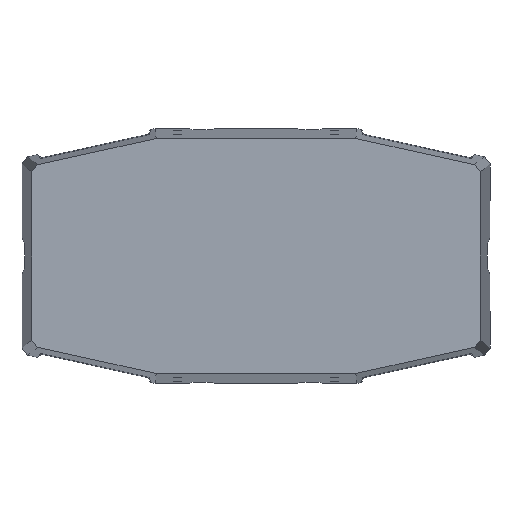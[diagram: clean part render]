
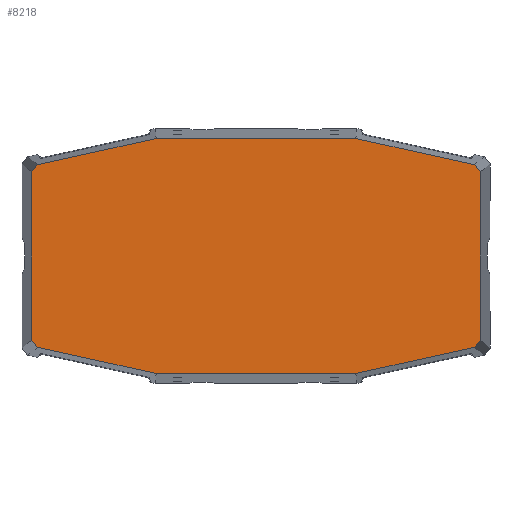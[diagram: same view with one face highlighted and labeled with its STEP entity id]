
A CAD part, front view. The second image highlights one B-rep face of the part: STEP entity #8218.
In plain terms, the highlighted face is planar.
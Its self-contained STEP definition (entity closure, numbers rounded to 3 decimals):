
#23 = AXIS2_PLACEMENT_3D ( 'NONE', #6969, #9748, #6103 ) ;
#37 = VECTOR ( 'NONE', #11791, 1000. ) ;
#85 = CARTESIAN_POINT ( 'NONE',  ( -1145., 1000., 459.827 ) ) ;
#380 = EDGE_LOOP ( 'NONE', ( #11380, #4475, #7012, #7631, #7035, #7228, #11429, #3092, #4341, #10810, #4372, #8935 ) ) ;
#483 = CARTESIAN_POINT ( 'NONE',  ( 1115.681, 1000., -466.295 ) ) ;
#518 = EDGE_CURVE ( 'NONE', #5613, #10506, #9115, .T. ) ;
#870 = CARTESIAN_POINT ( 'NONE',  ( -1145., 1000., 429.803 ) ) ;
#1222 = LINE ( 'NONE', #4539, #3371 ) ;
#1628 = VECTOR ( 'NONE', #2949, 1000. ) ;
#1644 = EDGE_CURVE ( 'NONE', #10506, #3591, #11223, .T. ) ;
#1988 = CARTESIAN_POINT ( 'NONE',  ( 1145., 1000., -459.827 ) ) ;
#2010 = LINE ( 'NONE', #85, #7285 ) ;
#2152 = VERTEX_POINT ( 'NONE', #9886 ) ;
#2467 = CARTESIAN_POINT ( 'NONE',  ( 1115.681, 1000., 466.295 ) ) ;
#2878 = FACE_OUTER_BOUND ( 'NONE', #380, .T. ) ;
#2942 = CARTESIAN_POINT ( 'NONE',  ( -1145., 1000., -429.803 ) ) ;
#2949 = DIRECTION ( 'NONE',  ( 0.626, 0., 0.78 ) ) ;
#3092 = ORIENTED_EDGE ( 'NONE', *, *, #3236, .T. ) ;
#3112 = VECTOR ( 'NONE', #8856, 1000. ) ;
#3236 = EDGE_CURVE ( 'NONE', #2152, #10686, #1222, .T. ) ;
#3371 = VECTOR ( 'NONE', #7155, 1000. ) ;
#3421 = VECTOR ( 'NONE', #4479, 1000. ) ;
#3536 = CARTESIAN_POINT ( 'NONE',  ( -509.551, 1000., 600. ) ) ;
#3587 = LINE ( 'NONE', #8177, #4717 ) ;
#3591 = VERTEX_POINT ( 'NONE', #870 ) ;
#3691 = CARTESIAN_POINT ( 'NONE',  ( 1145., 1000., 429.803 ) ) ;
#3728 = CARTESIAN_POINT ( 'NONE',  ( 509.551, 1000., -600. ) ) ;
#3763 = VERTEX_POINT ( 'NONE', #3728 ) ;
#4195 = CARTESIAN_POINT ( 'NONE',  ( 509.551, 1000., 600. ) ) ;
#4311 = VECTOR ( 'NONE', #9474, 1000. ) ;
#4320 = EDGE_CURVE ( 'NONE', #10686, #3763, #10158, .T. ) ;
#4335 = EDGE_CURVE ( 'NONE', #3591, #6277, #10743, .T. ) ;
#4341 = ORIENTED_EDGE ( 'NONE', *, *, #4320, .T. ) ;
#4372 = ORIENTED_EDGE ( 'NONE', *, *, #7960, .T. ) ;
#4475 = ORIENTED_EDGE ( 'NONE', *, *, #4335, .T. ) ;
#4479 = DIRECTION ( 'NONE',  ( -0.626, 0., 0.78 ) ) ;
#4539 = CARTESIAN_POINT ( 'NONE',  ( 905.679, 1000., -727.67 ) ) ;
#4555 = VERTEX_POINT ( 'NONE', #4195 ) ;
#4661 = LINE ( 'NONE', #5182, #9212 ) ;
#4717 = VECTOR ( 'NONE', #9090, 1000. ) ;
#4754 = DIRECTION ( 'NONE',  ( 0.977, 0., -0.215 ) ) ;
#5130 = CARTESIAN_POINT ( 'NONE',  ( -1145., 1000., -459.827 ) ) ;
#5182 = CARTESIAN_POINT ( 'NONE',  ( -509.551, 1000., 600. ) ) ;
#5613 = VERTEX_POINT ( 'NONE', #10368 ) ;
#5882 = LINE ( 'NONE', #9948, #10419 ) ;
#6103 = DIRECTION ( 'NONE',  ( 0., 0., 1. ) ) ;
#6277 = VERTEX_POINT ( 'NONE', #8051 ) ;
#6462 = DIRECTION ( 'NONE',  ( 0.977, 0., 0.215 ) ) ;
#6515 = EDGE_CURVE ( 'NONE', #4555, #8262, #9711, .T. ) ;
#6601 = EDGE_CURVE ( 'NONE', #8262, #7309, #10709, .T. ) ;
#6739 = LINE ( 'NONE', #8169, #37 ) ;
#6924 = EDGE_CURVE ( 'NONE', #6277, #8785, #2010, .T. ) ;
#6969 = CARTESIAN_POINT ( 'NONE',  ( 0., 1000., 0. ) ) ;
#7012 = ORIENTED_EDGE ( 'NONE', *, *, #6924, .T. ) ;
#7035 = ORIENTED_EDGE ( 'NONE', *, *, #6515, .T. ) ;
#7155 = DIRECTION ( 'NONE',  ( -0.626, 0., -0.78 ) ) ;
#7228 = ORIENTED_EDGE ( 'NONE', *, *, #6601, .T. ) ;
#7285 = VECTOR ( 'NONE', #6462, 1000. ) ;
#7309 = VERTEX_POINT ( 'NONE', #3691 ) ;
#7457 = VECTOR ( 'NONE', #8473, 1000. ) ;
#7631 = ORIENTED_EDGE ( 'NONE', *, *, #11777, .T. ) ;
#7694 = VERTEX_POINT ( 'NONE', #8536 ) ;
#7960 = EDGE_CURVE ( 'NONE', #7694, #5613, #6739, .T. ) ;
#8051 = CARTESIAN_POINT ( 'NONE',  ( -1115.681, 1000., 466.295 ) ) ;
#8169 = CARTESIAN_POINT ( 'NONE',  ( -509.551, 1000., -600. ) ) ;
#8177 = CARTESIAN_POINT ( 'NONE',  ( 1145., 1000., 459.827 ) ) ;
#8218 = ADVANCED_FACE ( 'NONE', ( #2878 ), #9679, .T. ) ;
#8262 = VERTEX_POINT ( 'NONE', #2467 ) ;
#8307 = EDGE_CURVE ( 'NONE', #3763, #7694, #5882, .T. ) ;
#8473 = DIRECTION ( 'NONE',  ( -0.977, 0., -0.215 ) ) ;
#8536 = CARTESIAN_POINT ( 'NONE',  ( -509.551, 1000., -600. ) ) ;
#8582 = VECTOR ( 'NONE', #4754, 1000. ) ;
#8785 = VERTEX_POINT ( 'NONE', #3536 ) ;
#8856 = DIRECTION ( 'NONE',  ( 0., 0., 1. ) ) ;
#8913 = EDGE_CURVE ( 'NONE', #7309, #2152, #3587, .T. ) ;
#8935 = ORIENTED_EDGE ( 'NONE', *, *, #518, .T. ) ;
#9090 = DIRECTION ( 'NONE',  ( 0., 0., -1. ) ) ;
#9115 = LINE ( 'NONE', #9881, #3421 ) ;
#9212 = VECTOR ( 'NONE', #11024, 1000. ) ;
#9396 = CARTESIAN_POINT ( 'NONE',  ( 509.551, 1000., 600. ) ) ;
#9474 = DIRECTION ( 'NONE',  ( 0.626, 0., -0.78 ) ) ;
#9679 = PLANE ( 'NONE',  #23 ) ;
#9711 = LINE ( 'NONE', #9396, #8582 ) ;
#9748 = DIRECTION ( 'NONE',  ( 0., 1., 0. ) ) ;
#9881 = CARTESIAN_POINT ( 'NONE',  ( -905.679, 1000., -727.67 ) ) ;
#9886 = CARTESIAN_POINT ( 'NONE',  ( 1145., 1000., -429.803 ) ) ;
#9948 = CARTESIAN_POINT ( 'NONE',  ( 509.551, 1000., -600. ) ) ;
#10158 = LINE ( 'NONE', #1988, #7457 ) ;
#10368 = CARTESIAN_POINT ( 'NONE',  ( -1115.681, 1000., -466.295 ) ) ;
#10419 = VECTOR ( 'NONE', #10749, 1000. ) ;
#10506 = VERTEX_POINT ( 'NONE', #2942 ) ;
#10686 = VERTEX_POINT ( 'NONE', #483 ) ;
#10709 = LINE ( 'NONE', #11434, #4311 ) ;
#10743 = LINE ( 'NONE', #11021, #1628 ) ;
#10749 = DIRECTION ( 'NONE',  ( -1., 0., 0. ) ) ;
#10810 = ORIENTED_EDGE ( 'NONE', *, *, #8307, .T. ) ;
#11021 = CARTESIAN_POINT ( 'NONE',  ( -905.679, 1000., 727.67 ) ) ;
#11024 = DIRECTION ( 'NONE',  ( 1., 0., 0. ) ) ;
#11223 = LINE ( 'NONE', #5130, #3112 ) ;
#11380 = ORIENTED_EDGE ( 'NONE', *, *, #1644, .T. ) ;
#11429 = ORIENTED_EDGE ( 'NONE', *, *, #8913, .T. ) ;
#11434 = CARTESIAN_POINT ( 'NONE',  ( 905.679, 1000., 727.67 ) ) ;
#11777 = EDGE_CURVE ( 'NONE', #8785, #4555, #4661, .T. ) ;
#11791 = DIRECTION ( 'NONE',  ( -0.977, 0., 0.215 ) ) ;
